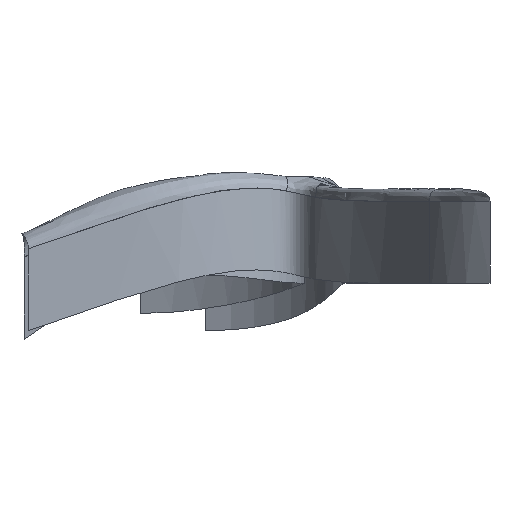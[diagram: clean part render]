
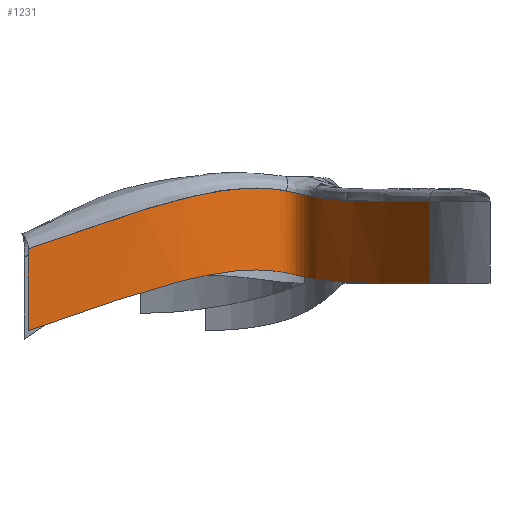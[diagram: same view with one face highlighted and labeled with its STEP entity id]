
A CAD part, left-side view. The second image highlights one B-rep face of the part: STEP entity #1231.
In plain terms, the highlighted free-form (B-spline) face has degree [1, 3] with [2, 7] control points.
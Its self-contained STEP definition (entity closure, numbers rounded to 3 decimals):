
#16 = ORIENTED_EDGE ( 'NONE', *, *, #1471, .T. ) ;
#60 = CARTESIAN_POINT ( 'NONE',  ( -24., 5., -19. ) ) ;
#85 = CARTESIAN_POINT ( 'NONE',  ( -33., 73., -11. ) ) ;
#110 = CARTESIAN_POINT ( 'NONE',  ( -33., 73., -30. ) ) ;
#117 = VERTEX_POINT ( 'NONE', #1769 ) ;
#231 = CARTESIAN_POINT ( 'NONE',  ( -34., 35., 2. ) ) ;
#233 = CARTESIAN_POINT ( 'NONE',  ( -24., 5., 0. ) ) ;
#235 = CARTESIAN_POINT ( 'NONE',  ( -33., 73., -30. ) ) ;
#263 = CARTESIAN_POINT ( 'NONE',  ( -108., -20., -9.5 ) ) ;
#368 = CARTESIAN_POINT ( 'NONE',  ( -108., -20., 0. ) ) ;
#371 = CARTESIAN_POINT ( 'NONE',  ( -34., 35., 2. ) ) ;
#375 = CARTESIAN_POINT ( 'NONE',  ( -26., 17., -15. ) ) ;
#527 = VECTOR ( 'NONE', #1743, 1000. ) ;
#543 = CARTESIAN_POINT ( 'NONE',  ( -33., 73., -11. ) ) ;
#576 = DIRECTION ( 'NONE',  ( 0., 0., -1. ) ) ;
#591 = VERTEX_POINT ( 'NONE', #235 ) ;
#592 = ORIENTED_EDGE ( 'NONE', *, *, #1327, .T. ) ;
#629 = CARTESIAN_POINT ( 'NONE',  ( -33., 73., -11. ) ) ;
#658 = CARTESIAN_POINT ( 'NONE',  ( -26., 17., 4. ) ) ;
#675 = CARTESIAN_POINT ( 'NONE',  ( -108., -20., 0. ) ) ;
#693 = LINE ( 'NONE', #263, #1412 ) ;
#698 = EDGE_CURVE ( 'NONE', #117, #783, #693, .T. ) ;
#783 = VERTEX_POINT ( 'NONE', #1939 ) ;
#808 = ORIENTED_EDGE ( 'NONE', *, *, #698, .T. ) ;
#820 = CARTESIAN_POINT ( 'NONE',  ( -33., 73., -20.5 ) ) ;
#840 = CARTESIAN_POINT ( 'NONE',  ( -24., 5., -19. ) ) ;
#847 = CARTESIAN_POINT ( 'NONE',  ( -26., 17., -15. ) ) ;
#880 = EDGE_LOOP ( 'NONE', ( #1635, #808, #592, #16 ) ) ;
#899 = EDGE_CURVE ( 'NONE', #1542, #117, #1481, .T. ) ;
#991 = CARTESIAN_POINT ( 'NONE',  ( -72., -2., -19. ) ) ;
#992 = CARTESIAN_POINT ( 'NONE',  ( -33., 56., -5. ) ) ;
#1008 = CARTESIAN_POINT ( 'NONE',  ( -33., 56., -24. ) ) ;
#1120 = CARTESIAN_POINT ( 'NONE',  ( -33., 73., -30. ) ) ;
#1149 = CARTESIAN_POINT ( 'NONE',  ( -72., -2., 0. ) ) ;
#1156 = CARTESIAN_POINT ( 'NONE',  ( -33., 56., -5. ) ) ;
#1182 = LINE ( 'NONE', #820, #527 ) ;
#1231 = ADVANCED_FACE ( 'NONE', ( #1617 ), #1670, .T. ) ;
#1311 = CARTESIAN_POINT ( 'NONE',  ( -108., -20., -19. ) ) ;
#1327 = EDGE_CURVE ( 'NONE', #783, #591, #1773, .T. ) ;
#1412 = VECTOR ( 'NONE', #576, 1000. ) ;
#1419 = CARTESIAN_POINT ( 'NONE',  ( -33., 56., -24. ) ) ;
#1433 = CARTESIAN_POINT ( 'NONE',  ( -108., -20., -19. ) ) ;
#1471 = EDGE_CURVE ( 'NONE', #591, #1542, #1182, .T. ) ;
#1481 = B_SPLINE_CURVE_WITH_KNOTS ( 'NONE', 3,
 ( #85, #992, #231, #658, #1728, #1713, #368 ),
 .UNSPECIFIED., .F., .F.,
 ( 4, 1, 1, 1, 4 ),
 ( 0., 16.097, 32.193, 48.29, 64.387 ),
 .UNSPECIFIED. ) ;
#1542 = VERTEX_POINT ( 'NONE', #629 ) ;
#1585 = CARTESIAN_POINT ( 'NONE',  ( -34., 35., -17. ) ) ;
#1603 = CARTESIAN_POINT ( 'NONE',  ( -72., -2., -19. ) ) ;
#1617 = FACE_OUTER_BOUND ( 'NONE', #880, .T. ) ;
#1635 = ORIENTED_EDGE ( 'NONE', *, *, #899, .T. ) ;
#1670 = B_SPLINE_SURFACE_WITH_KNOTS ( 'NONE', 1, 3, ( 
 ( #675, #1149, #233, #1753, #371, #1156, #543 ),
 ( #1311, #1603, #840, #847, #1910, #1008, #110 ) ),
 .UNSPECIFIED., .F., .F., .F.,
 ( 2, 2 ),
 ( 4, 1, 1, 1, 4 ),
 ( 0., 19. ),
 ( 0., 16.097, 32.193, 48.29, 64.387 ),
 .UNSPECIFIED. ) ;
#1713 = CARTESIAN_POINT ( 'NONE',  ( -72., -2., 0. ) ) ;
#1728 = CARTESIAN_POINT ( 'NONE',  ( -24., 5., 0. ) ) ;
#1743 = DIRECTION ( 'NONE',  ( 0., 0., 1. ) ) ;
#1753 = CARTESIAN_POINT ( 'NONE',  ( -26., 17., 4. ) ) ;
#1769 = CARTESIAN_POINT ( 'NONE',  ( -108., -20., 0. ) ) ;
#1773 = B_SPLINE_CURVE_WITH_KNOTS ( 'NONE', 3,
 ( #1433, #991, #60, #375, #1585, #1419, #1120 ),
 .UNSPECIFIED., .F., .F.,
 ( 4, 1, 1, 1, 4 ),
 ( 0., 16.097, 32.193, 48.29, 64.387 ),
 .UNSPECIFIED. ) ;
#1910 = CARTESIAN_POINT ( 'NONE',  ( -34., 35., -17. ) ) ;
#1939 = CARTESIAN_POINT ( 'NONE',  ( -108., -20., -19. ) ) ;
